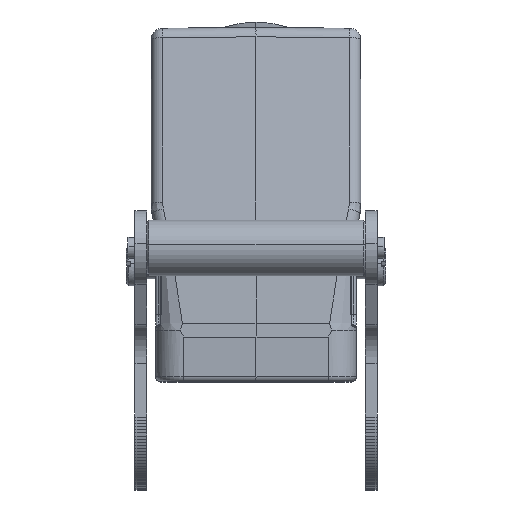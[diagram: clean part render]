
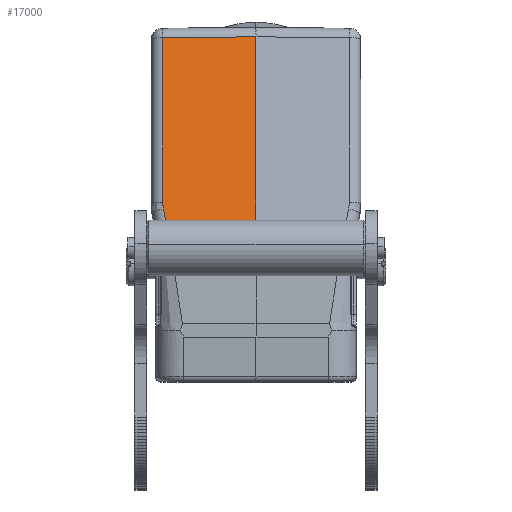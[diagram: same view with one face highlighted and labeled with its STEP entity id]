
A CAD part, top view. The second image highlights one B-rep face of the part: STEP entity #17000.
In plain terms, the highlighted planar face has unit normal (-0.009, 0.19, 0.982).
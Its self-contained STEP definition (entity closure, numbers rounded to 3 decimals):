
#2407=DIRECTION('',(0.,0.982,-0.19));
#2408=VECTOR('',#2407,35.988);
#2409=CARTESIAN_POINT('',(-20.022,-16.12,
43.323));
#2410=LINE('',#2409,#2408);
#2411=CARTESIAN_POINT('',(-20.022,-16.12,
43.323));
#2412=CARTESIAN_POINT('',(-20.022,-16.614,
43.419));
#2413=CARTESIAN_POINT('',(-19.973,-17.107,
43.514));
#2414=CARTESIAN_POINT('',(-19.876,-17.591,
43.609));
#2416=DIRECTION('',(-1.,-0.009,-0.007));
#2417=VECTOR('',#2416,20.023);
#2418=CARTESIAN_POINT('',(0.,19.39,
36.641));
#2419=LINE('',#2418,#2417);
#2420=DIRECTION('',(0.,0.982,-0.19));
#2421=VECTOR('',#2420,41.382);
#2422=CARTESIAN_POINT('',(0.,-21.241,
44.49));
#2423=LINE('',#2422,#2421);
#2424=DIRECTION('',(0.193,-0.963,0.188));
#2425=VECTOR('',#2424,3.79);
#2426=CARTESIAN_POINT('',(-19.876,-17.591,
43.609));
#2427=LINE('',#2426,#2425);
#2428=CARTESIAN_POINT('',(0.,19.39,
36.641));
#8025=DIRECTION('',(-1.,0.,-0.009));
#8026=VECTOR('',#8025,19.147);
#8027=CARTESIAN_POINT('',(0.,-21.241,
44.49));
#8028=LINE('',#8027,#8026);
#12456=VERTEX_POINT('',#2428);
#12513=CARTESIAN_POINT('',(0.,-21.241,
44.49));
#12514=CARTESIAN_POINT('',(-19.146,-21.241,
44.32));
#12515=VERTEX_POINT('',#12513);
#12516=VERTEX_POINT('',#12514);
#12527=CARTESIAN_POINT('',(-20.022,-16.12,
43.323));
#12528=CARTESIAN_POINT('',(-20.022,19.215,
36.497));
#12529=VERTEX_POINT('',#12527);
#12530=VERTEX_POINT('',#12528);
#13354=CARTESIAN_POINT('',(-19.876,-17.591,
43.609));
#13355=VERTEX_POINT('',#13354);
#16984=CARTESIAN_POINT('',(0.,-22.585,44.75));
#16985=DIRECTION('',(-0.009,0.19,0.982));
#16986=DIRECTION('',(0.,-0.982,0.19));
#16987=AXIS2_PLACEMENT_3D('',#16984,#16985,#16986);
#16988=PLANE('',#16987);
#16989=ORIENTED_EDGE('',*,*,#16882,.F.);
#16990=ORIENTED_EDGE('',*,*,#16978,.T.);
#16992=ORIENTED_EDGE('',*,*,#16991,.F.);
#16994=ORIENTED_EDGE('',*,*,#16993,.F.);
#16996=ORIENTED_EDGE('',*,*,#16995,.T.);
#16997=ORIENTED_EDGE('',*,*,#16849,.F.);
#16998=EDGE_LOOP('',(#16989,#16990,#16992,#16994,#16996,#16997));
#16999=FACE_OUTER_BOUND('',#16998,.F.);
#17000=ADVANCED_FACE('',(#16999),#16988,.T.);
#2415=B_SPLINE_CURVE_WITH_KNOTS('',3,(#2411,#2412,#2413,#2414),.UNSPECIFIED.,
.F.,.F.,(4,4),(0.,1.),.UNSPECIFIED.);
#16849=EDGE_CURVE('',#13355,#12516,#2427,.T.);
#16882=EDGE_CURVE('',#12529,#13355,#2415,.T.);
#16978=EDGE_CURVE('',#12529,#12530,#2410,.T.);
#16991=EDGE_CURVE('',#12456,#12530,#2419,.T.);
#16993=EDGE_CURVE('',#12515,#12456,#2423,.T.);
#16995=EDGE_CURVE('',#12515,#12516,#8028,.T.);
